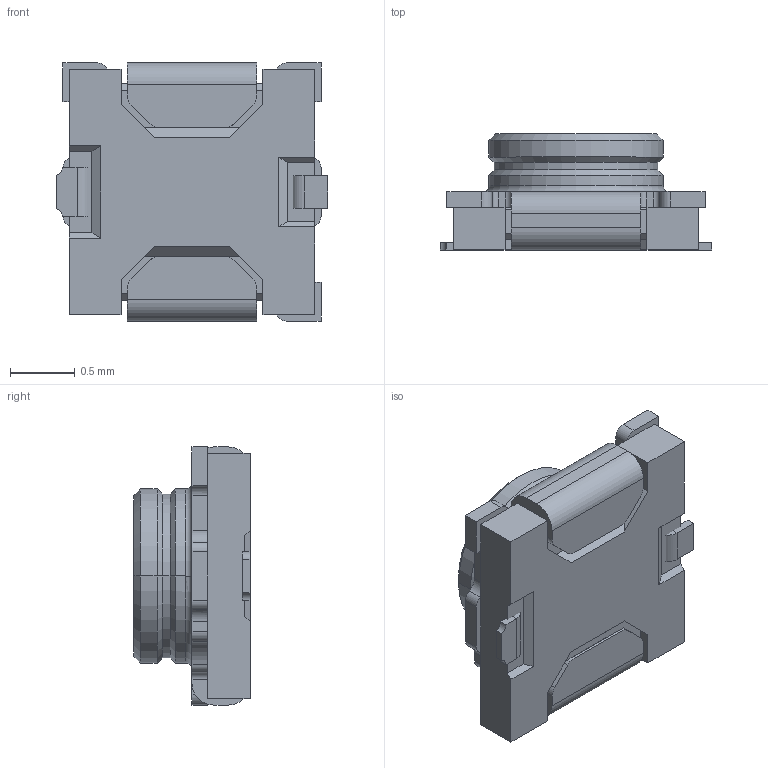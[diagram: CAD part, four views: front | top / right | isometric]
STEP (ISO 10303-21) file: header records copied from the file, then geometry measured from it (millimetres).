
FILE_DESCRIPTION((''),'2;1');
FILE_NAME('3_SR0001R-3D','2024-12-31T',('工程三'),(''),'PRO/ENGINEER BY PARAMETRIC TECHNOLOGY CORPORATION, 2010280','PRO/ENGINEER BY PARAMETRIC TECHNOLOGY CORPORATION, 2010280','');
FILE_SCHEMA(('CONFIG_CONTROL_DESIGN'));
Length unit declared in the file: millimetre
Products named in the file (1): 3_SR0001R-3D
Bounding box: 2.1 x 0.9 x 2 mm (x, y, z)
Volume: 2 mm3; surface area: 17.8 mm2
Topology: 1 solids, 6 shells, 240 faces, 642 edges, 406 vertices
Faces by surface type: plane 143, cylinder 67, bspline 18, cone 8, torus 4
Entity records: 8002 total; most frequent: CARTESIAN_POINT 2054, ORIENTED_EDGE 1234, DIRECTION 1189, EDGE_CURVE 642, VECTOR 433, LINE 433, VERTEX_POINT 406, AXIS2_PLACEMENT_3D 378
